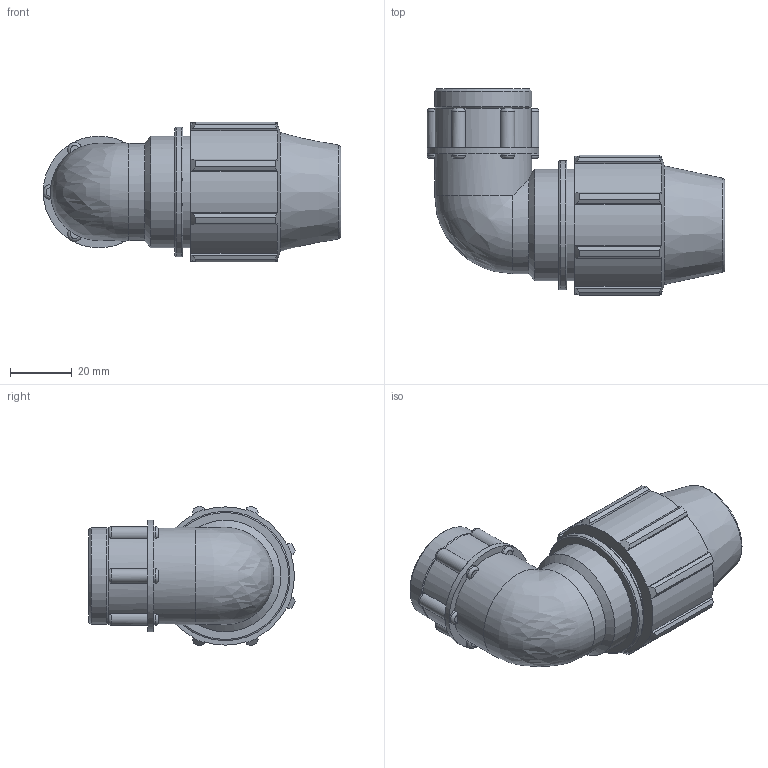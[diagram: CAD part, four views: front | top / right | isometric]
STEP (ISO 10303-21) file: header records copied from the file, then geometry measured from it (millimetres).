
FILE_DESCRIPTION(/* description */ ('PLASSON 90° ELBOW FEMALE ADAPTOR 20-3/4"'),/* implementation_level */ '2;1');
FILE_NAME(/* name */ '071500020007_181500020007_0715060200070A.ipt.stp',/* time_stamp */ '2017-06-06T17:15:52+03:00',/* author */ ('KIM'),/* organization */ (''),/* preprocessor_version */ 'ST-DEVELOPER v15.6',/* originating_system */ 'Autodesk Inventor 2015',/* authorisation */ '');
FILE_SCHEMA (('AUTOMOTIVE_DESIGN { 1 0 10303 214 3 1 1 }'));
Length unit declared in the file: millimetre
Products named in the file (1): 071500020007_181500020007_0715060200070A
Bounding box: 96.03 x 66.58 x 45.16 mm (x, y, z)
Volume: 82178.8 mm3; surface area: 25059.3 mm2
Topology: 1 solids, 1 shells, 138 faces, 366 edges, 234 vertices
Faces by surface type: plane 60, cylinder 46, torus 15, cone 15, bspline 2
Full cylindrical faces by diameter (mm): 16.882 x1, 20 x1, 21.705 x2, 24.117 x1, 31.352 x2, 36 x2, 36.055 x1, 41.76 x1
Entity records: 4528 total; most frequent: CARTESIAN_POINT 1089, DIRECTION 710, ORIENTED_EDGE 670, EDGE_CURVE 335, AXIS2_PLACEMENT_3D 295, VERTEX_POINT 228, EDGE_LOOP 169, CIRCLE 155
